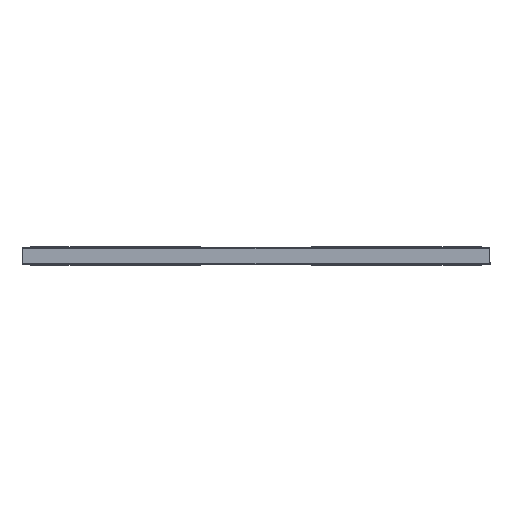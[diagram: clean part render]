
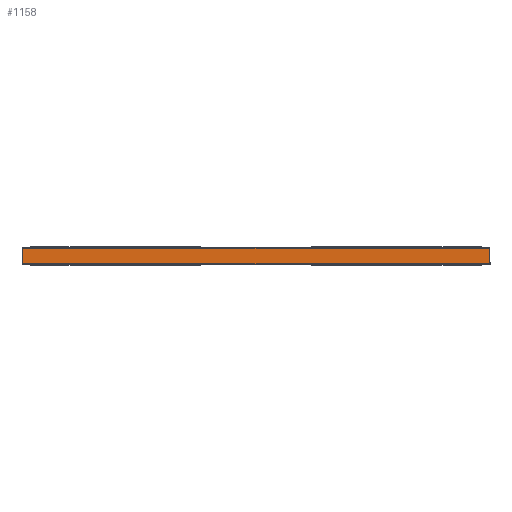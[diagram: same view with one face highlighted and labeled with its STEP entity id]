
A CAD part, front view. The second image highlights one B-rep face of the part: STEP entity #1158.
In plain terms, the highlighted planar face has unit normal (0, -1, 0).
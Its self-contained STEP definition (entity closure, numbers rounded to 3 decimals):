
#176 = DIRECTION ( 'NONE',  ( 1., 0., 0. ) ) ;
#178 = VECTOR ( 'NONE', #2529, 1000. ) ;
#187 = EDGE_CURVE ( 'NONE', #1029, #2606, #3554, .T. ) ;
#585 = FACE_OUTER_BOUND ( 'NONE', #4382, .T. ) ;
#742 = ORIENTED_EDGE ( 'NONE', *, *, #187, .F. ) ;
#1029 = VERTEX_POINT ( 'NONE', #4639 ) ;
#1035 = LINE ( 'NONE', #5610, #1928 ) ;
#1084 = DIRECTION ( 'NONE',  ( 0., 0., 1. ) ) ;
#1095 = EDGE_CURVE ( 'NONE', #5147, #3712, #5715, .T. ) ;
#1158 = ADVANCED_FACE ( 'NONE', ( #585 ), #1948, .F. ) ;
#1484 = CARTESIAN_POINT ( 'NONE',  ( -240.475, -250., 9.525 ) ) ;
#1547 = DIRECTION ( 'NONE',  ( 0., 0., 1. ) ) ;
#1668 = CARTESIAN_POINT ( 'NONE',  ( -240.475, -250., 9.525 ) ) ;
#1913 = ORIENTED_EDGE ( 'NONE', *, *, #2669, .F. ) ;
#1928 = VECTOR ( 'NONE', #176, 1000. ) ;
#1948 = PLANE ( 'NONE',  #3309 ) ;
#2504 = VECTOR ( 'NONE', #1547, 1000. ) ;
#2529 = DIRECTION ( 'NONE',  ( 0., 0., -1. ) ) ;
#2606 = VERTEX_POINT ( 'NONE', #3282 ) ;
#2669 = EDGE_CURVE ( 'NONE', #3712, #1029, #4958, .T. ) ;
#2975 = CARTESIAN_POINT ( 'NONE',  ( 250., -250., 9.525 ) ) ;
#3282 = CARTESIAN_POINT ( 'NONE',  ( 250., -250., -9.525 ) ) ;
#3309 = AXIS2_PLACEMENT_3D ( 'NONE', #1484, #3328, #1084 ) ;
#3328 = DIRECTION ( 'NONE',  ( 0., 1., 0. ) ) ;
#3554 = LINE ( 'NONE', #2975, #178 ) ;
#3557 = ORIENTED_EDGE ( 'NONE', *, *, #4778, .T. ) ;
#3624 = DIRECTION ( 'NONE',  ( 1., 0., 0. ) ) ;
#3712 = VERTEX_POINT ( 'NONE', #4186 ) ;
#3841 = CARTESIAN_POINT ( 'NONE',  ( -250., -250., 9.525 ) ) ;
#4186 = CARTESIAN_POINT ( 'NONE',  ( -250., -250., 9.525 ) ) ;
#4382 = EDGE_LOOP ( 'NONE', ( #742, #1913, #4845, #3557 ) ) ;
#4639 = CARTESIAN_POINT ( 'NONE',  ( 250., -250., 9.525 ) ) ;
#4778 = EDGE_CURVE ( 'NONE', #5147, #2606, #1035, .T. ) ;
#4845 = ORIENTED_EDGE ( 'NONE', *, *, #1095, .F. ) ;
#4951 = VECTOR ( 'NONE', #3624, 1000. ) ;
#4958 = LINE ( 'NONE', #1668, #4951 ) ;
#5147 = VERTEX_POINT ( 'NONE', #5967 ) ;
#5610 = CARTESIAN_POINT ( 'NONE',  ( -240.475, -250., -9.525 ) ) ;
#5715 = LINE ( 'NONE', #3841, #2504 ) ;
#5967 = CARTESIAN_POINT ( 'NONE',  ( -250., -250., -9.525 ) ) ;
